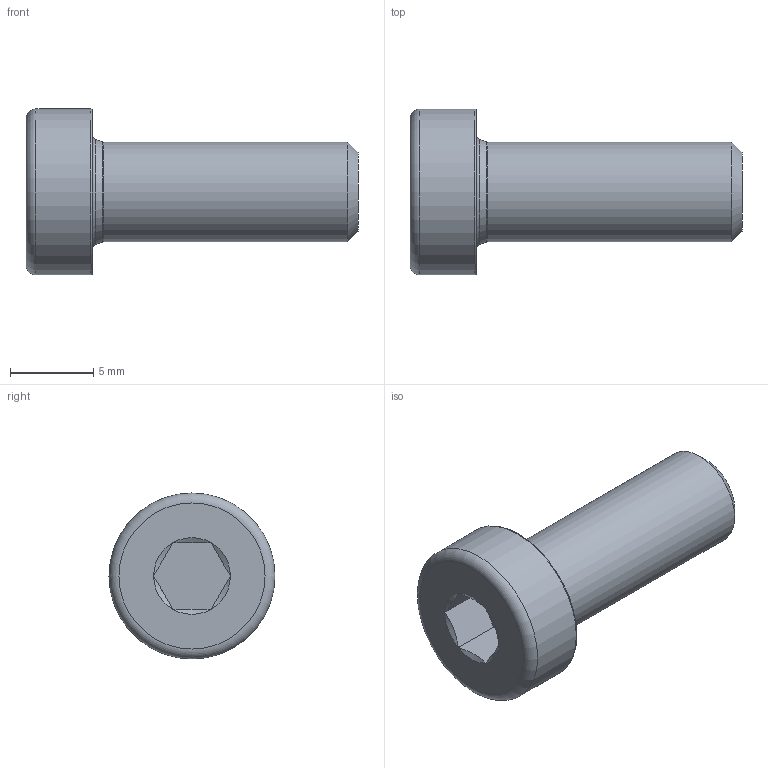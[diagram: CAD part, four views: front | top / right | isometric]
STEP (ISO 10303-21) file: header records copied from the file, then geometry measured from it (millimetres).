
FILE_DESCRIPTION(/* description */ ('Alibre Inc.'),/* implementation_level */ '2;1');
FILE_NAME(/* name */ 'export-CE5DA9C0-4244-4D54-B506-3EF3F89C43C3',/* time_stamp */ '2024-01-02T16:34:36+01:00',/* author */ (''),/* organization */ (''),/* preprocessor_version */ 'ST-DEVELOPER v17',/* originating_system */ 'Alibre',/* authorisation */ '');
FILE_SCHEMA (('AUTOMOTIVE_DESIGN'));
Length unit declared in the file: millimetre
Products named in the file (1): Zylinderschraube DIN 7984 M6x16 07090.060.016(High)
Bounding box: 20 x 10 x 10 mm (x, y, z)
Volume: 720.5 mm3; surface area: 603.8 mm2
Topology: 1 solids, 1 shells, 19 faces, 44 edges, 29 vertices
Faces by surface type: plane 10, torus 4, cone 3, cylinder 2
Full cylindrical faces by diameter (mm): 6 x1, 10 x1
Entity records: 534 total; most frequent: CARTESIAN_POINT 110, ORIENTED_EDGE 88, DIRECTION 71, EDGE_CURVE 44, AXIS2_PLACEMENT_3D 34, VERTEX_POINT 29, EDGE_LOOP 21, FACE_BOUND 21
